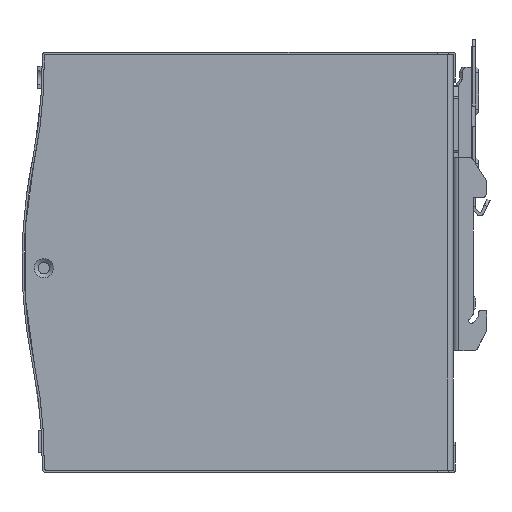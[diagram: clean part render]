
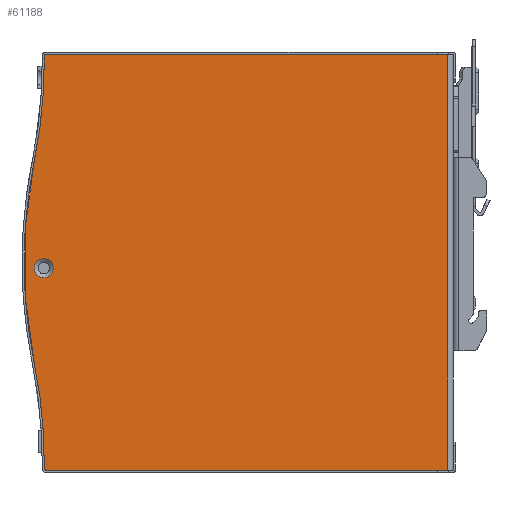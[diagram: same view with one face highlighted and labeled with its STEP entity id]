
A CAD part, front view. The second image highlights one B-rep face of the part: STEP entity #61188.
In plain terms, the highlighted planar face has unit normal (0, -1, 0).
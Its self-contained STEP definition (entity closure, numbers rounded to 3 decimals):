
#341=CIRCLE('',#64488,0.5);
#342=CIRCLE('',#64489,150.);
#343=CIRCLE('',#64490,150.);
#344=CIRCLE('',#64491,150.);
#345=CIRCLE('',#64492,0.5);
#346=CIRCLE('',#64493,2.85);
#2013=VERTEX_POINT('',#83225);
#2014=VERTEX_POINT('',#83227);
#2018=VERTEX_POINT('',#83241);
#2019=VERTEX_POINT('',#83243);
#2020=VERTEX_POINT('',#83245);
#2021=VERTEX_POINT('',#83246);
#2022=VERTEX_POINT('',#83248);
#2023=VERTEX_POINT('',#83250);
#2024=VERTEX_POINT('',#83252);
#2025=VERTEX_POINT('',#83254);
#2026=VERTEX_POINT('',#83256);
#2027=VERTEX_POINT('',#83257);
#8185=VECTOR('',#68838,1.);
#8191=VECTOR('',#68849,1.);
#8192=VECTOR('',#68850,1.);
#16687=LINE('',#83226,#8185);
#16693=LINE('',#83240,#8191);
#16694=LINE('',#83242,#8192);
#25380=EDGE_CURVE('',#2013,#2014,#16687,.T.);
#25387=EDGE_CURVE('',#2018,#2014,#16693,.T.);
#25388=EDGE_CURVE('',#2019,#2013,#16694,.T.);
#25389=EDGE_CURVE('',#2019,#2020,#341,.T.);
#25390=EDGE_CURVE('',#2020,#2021,#341,.T.);
#25391=EDGE_CURVE('',#2022,#2021,#342,.T.);
#25392=EDGE_CURVE('',#2022,#2023,#343,.T.);
#25393=EDGE_CURVE('',#2024,#2023,#344,.T.);
#25394=EDGE_CURVE('',#2024,#2025,#345,.T.);
#25395=EDGE_CURVE('',#2025,#2018,#345,.T.);
#25396=EDGE_CURVE('',#2026,#2027,#346,.T.);
#25397=EDGE_CURVE('',#2027,#2026,#346,.T.);
#35146=ORIENTED_EDGE('',*,*,#25387,.T.);
#35147=ORIENTED_EDGE('',*,*,#25380,.F.);
#35148=ORIENTED_EDGE('',*,*,#25388,.F.);
#35149=ORIENTED_EDGE('',*,*,#25389,.T.);
#35150=ORIENTED_EDGE('',*,*,#25390,.T.);
#35151=ORIENTED_EDGE('',*,*,#25391,.F.);
#35152=ORIENTED_EDGE('',*,*,#25392,.T.);
#35153=ORIENTED_EDGE('',*,*,#25393,.F.);
#35154=ORIENTED_EDGE('',*,*,#25394,.T.);
#35155=ORIENTED_EDGE('',*,*,#25395,.T.);
#35156=ORIENTED_EDGE('',*,*,#25396,.F.);
#35157=ORIENTED_EDGE('',*,*,#25397,.F.);
#53088=EDGE_LOOP('',(#35146,#35147,#35148,#35149,#35150,#35151,#35152,#35153,
#35154,#35155));
#53089=EDGE_LOOP('',(#35156,#35157));
#57158=FACE_BOUND('',#53088,.T.);
#57159=FACE_BOUND('',#53089,.T.);
#61188=ADVANCED_FACE('',(#57158,#57159),#102368,.T.);
#64487=AXIS2_PLACEMENT_3D('',#83239,#68848,$);
#64488=AXIS2_PLACEMENT_3D('',#83244,#68851,#68852);
#64489=AXIS2_PLACEMENT_3D('',#83247,#68853,#68854);
#64490=AXIS2_PLACEMENT_3D('',#83249,#68855,#68856);
#64491=AXIS2_PLACEMENT_3D('',#83251,#68857,#68858);
#64492=AXIS2_PLACEMENT_3D('',#83253,#68859,#68860);
#64493=AXIS2_PLACEMENT_3D('',#83255,#68861,#68862);
#68838=DIRECTION('',(0.,0.,-1.));
#68848=DIRECTION('',(0.,-1.,0.));
#68849=DIRECTION('',(1.,0.,0.));
#68850=DIRECTION('',(1.,0.,0.));
#68851=DIRECTION('',(0.,-1.,0.));
#68852=DIRECTION('',(-0.5,0.,0.));
#68853=DIRECTION('',(0.,-1.,0.));
#68854=DIRECTION('',(0.,0.,-150.));
#68855=DIRECTION('',(0.,-1.,0.));
#68856=DIRECTION('',(0.,0.,-150.));
#68857=DIRECTION('',(0.,-1.,0.));
#68858=DIRECTION('',(0.,0.,-150.));
#68859=DIRECTION('',(0.,-1.,0.));
#68860=DIRECTION('',(-0.5,0.,0.));
#68861=DIRECTION('',(0.,-1.,0.));
#68862=DIRECTION('',(2.85,0.,0.));
#83225=CARTESIAN_POINT('',(95.953,13.236,74.));
#83226=CARTESIAN_POINT('',(95.953,13.236,74.));
#83227=CARTESIAN_POINT('',(95.953,13.236,-50.));
#83239=CARTESIAN_POINT('',(-13.667,13.236,0.));
#83240=CARTESIAN_POINT('',(-23.789,13.236,-50.));
#83241=CARTESIAN_POINT('',(-23.789,13.236,-50.));
#83242=CARTESIAN_POINT('',(-23.789,13.236,74.));
#83243=CARTESIAN_POINT('',(-23.789,13.236,74.));
#83244=CARTESIAN_POINT('',(-23.789,13.236,73.5));
#83245=CARTESIAN_POINT('',(-24.289,13.236,73.5));
#83246=CARTESIAN_POINT('',(-24.289,13.236,73.495));
#83247=CARTESIAN_POINT('',(-174.282,13.236,72.019));
#83248=CARTESIAN_POINT('',(-27.314,13.236,42.01));
#83249=CARTESIAN_POINT('',(119.653,13.236,12.));
#83250=CARTESIAN_POINT('',(-27.314,13.236,-18.01));
#83251=CARTESIAN_POINT('',(-174.282,13.236,-48.019));
#83252=CARTESIAN_POINT('',(-24.289,13.236,-49.495));
#83253=CARTESIAN_POINT('',(-23.789,13.236,-49.5));
#83254=CARTESIAN_POINT('',(-24.289,13.236,-49.5));
#83255=CARTESIAN_POINT('',(-24.447,13.236,10.25));
#83256=CARTESIAN_POINT('',(-27.297,13.236,10.25));
#83257=CARTESIAN_POINT('',(-21.597,13.236,10.25));
#102368=PLANE('',#64487);
